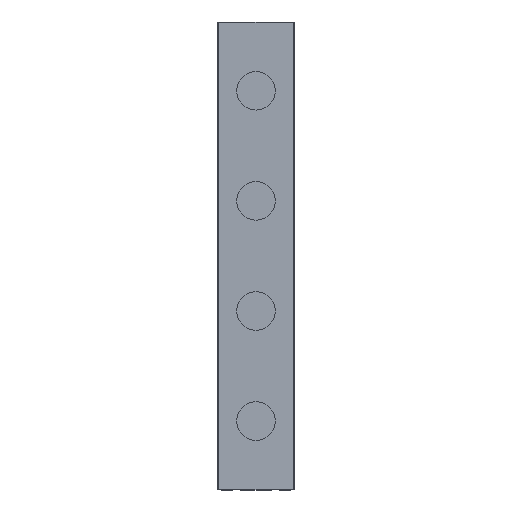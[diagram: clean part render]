
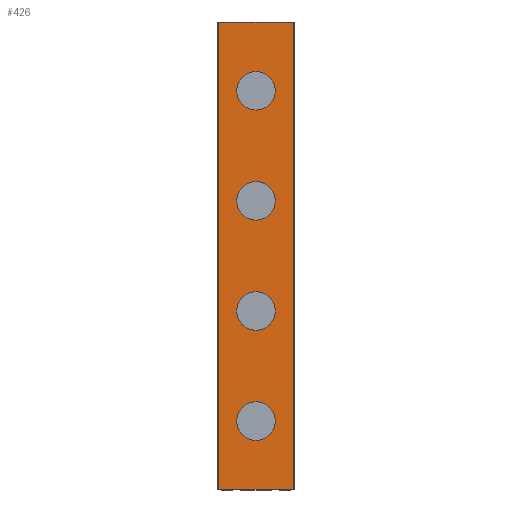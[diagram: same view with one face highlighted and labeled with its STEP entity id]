
A CAD part, top view. The second image highlights one B-rep face of the part: STEP entity #426.
In plain terms, the highlighted planar face has unit normal (0, 0, 1).
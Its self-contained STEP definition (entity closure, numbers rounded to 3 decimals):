
#426=ADVANCED_FACE('',(#879,#880,#881,#882,#883),#884,.T.);
#879=FACE_BOUND('',#1356,.T.);
#880=FACE_BOUND('',#1357,.T.);
#881=FACE_BOUND('',#1358,.T.);
#882=FACE_BOUND('',#1359,.T.);
#883=FACE_OUTER_BOUND('',#1360,.T.);
#884=PLANE('',#1361);
#1356=EDGE_LOOP('',(#2622,#2623));
#1357=EDGE_LOOP('',(#2624,#2625));
#1358=EDGE_LOOP('',(#2626,#2627));
#1359=EDGE_LOOP('',(#2628,#2629));
#1360=EDGE_LOOP('',(#2630,#2631,#2632,#2633));
#1361=AXIS2_PLACEMENT_3D('',#2634,#2635,#2636);
#2622=ORIENTED_EDGE('',*,*,#2883,.T.);
#2623=ORIENTED_EDGE('',*,*,#3273,.T.);
#2624=ORIENTED_EDGE('',*,*,#2873,.T.);
#2625=ORIENTED_EDGE('',*,*,#3279,.T.);
#2626=ORIENTED_EDGE('',*,*,#2863,.T.);
#2627=ORIENTED_EDGE('',*,*,#3285,.T.);
#2628=ORIENTED_EDGE('',*,*,#2853,.T.);
#2629=ORIENTED_EDGE('',*,*,#3291,.T.);
#2630=ORIENTED_EDGE('',*,*,#3248,.T.);
#2631=ORIENTED_EDGE('',*,*,#3346,.F.);
#2632=ORIENTED_EDGE('',*,*,#3110,.F.);
#2633=ORIENTED_EDGE('',*,*,#3344,.T.);
#2634=CARTESIAN_POINT('',(0.,170.0,28.));
#2635=DIRECTION('',(0.0,0.0,1.0));
#2636=DIRECTION('',(-1.0,0.0,-0.0));
#2853=EDGE_CURVE('',#3410,#3407,#3411,.T.);
#2863=EDGE_CURVE('',#3428,#3425,#3429,.T.);
#2873=EDGE_CURVE('',#3446,#3443,#3447,.T.);
#2883=EDGE_CURVE('',#3464,#3461,#3465,.T.);
#3110=EDGE_CURVE('',#3809,#3811,#3812,.T.);
#3248=EDGE_CURVE('',#4042,#4040,#4043,.T.);
#3273=EDGE_CURVE('',#3461,#3464,#4090,.T.);
#3279=EDGE_CURVE('',#3443,#3446,#4096,.T.);
#3285=EDGE_CURVE('',#3425,#3428,#4102,.T.);
#3291=EDGE_CURVE('',#3407,#3410,#4108,.T.);
#3344=EDGE_CURVE('',#3809,#4042,#4161,.T.);
#3346=EDGE_CURVE('',#3811,#4040,#4163,.T.);
#3407=VERTEX_POINT('',#4226);
#3410=VERTEX_POINT('',#4230);
#3411=CIRCLE('',#4231,7.0);
#3425=VERTEX_POINT('',#4248);
#3428=VERTEX_POINT('',#4252);
#3429=CIRCLE('',#4253,7.0);
#3443=VERTEX_POINT('',#4270);
#3446=VERTEX_POINT('',#4274);
#3447=CIRCLE('',#4275,7.0);
#3461=VERTEX_POINT('',#4292);
#3464=VERTEX_POINT('',#4296);
#3465=CIRCLE('',#4297,7.0);
#3809=VERTEX_POINT('',#4779);
#3811=VERTEX_POINT('',#4782);
#3812=LINE('',#4783,#4784);
#4040=VERTEX_POINT('',#5106);
#4042=VERTEX_POINT('',#5109);
#4043=LINE('',#5110,#5111);
#4090=CIRCLE('',#5172,7.0);
#4096=CIRCLE('',#5178,7.0);
#4102=CIRCLE('',#5184,7.0);
#4108=CIRCLE('',#5190,7.0);
#4161=LINE('',#5267,#5268);
#4163=LINE('',#5270,#5271);
#4226=CARTESIAN_POINT('',(7.0,25.0,28.));
#4230=CARTESIAN_POINT('',(-7.0,25.0,28.));
#4231=AXIS2_PLACEMENT_3D('',#5355,#5356,#5357);
#4248=CARTESIAN_POINT('',(7.0,65.0,28.));
#4252=CARTESIAN_POINT('',(-7.0,65.0,28.));
#4253=AXIS2_PLACEMENT_3D('',#5371,#5372,#5373);
#4270=CARTESIAN_POINT('',(7.0,105.0,28.));
#4274=CARTESIAN_POINT('',(-7.0,105.0,28.));
#4275=AXIS2_PLACEMENT_3D('',#5387,#5388,#5389);
#4292=CARTESIAN_POINT('',(7.0,145.0,28.));
#4296=CARTESIAN_POINT('',(-7.0,145.0,28.));
#4297=AXIS2_PLACEMENT_3D('',#5403,#5404,#5405);
#4779=CARTESIAN_POINT('',(-13.5,170.0,28.));
#4782=CARTESIAN_POINT('',(13.5,170.0,28.));
#4783=CARTESIAN_POINT('',(-13.5,170.0,28.));
#4784=VECTOR('',#5635,1.0);
#5106=CARTESIAN_POINT('',(13.5,0.0,28.));
#5109=CARTESIAN_POINT('',(-13.5,0.0,28.));
#5110=CARTESIAN_POINT('',(-13.5,0.0,28.));
#5111=VECTOR('',#5785,1.0);
#5172=AXIS2_PLACEMENT_3D('',#5827,#5828,#5829);
#5178=AXIS2_PLACEMENT_3D('',#5836,#5837,#5838);
#5184=AXIS2_PLACEMENT_3D('',#5845,#5846,#5847);
#5190=AXIS2_PLACEMENT_3D('',#5854,#5855,#5856);
#5267=CARTESIAN_POINT('',(-13.5,170.0,28.));
#5268=VECTOR('',#5887,1.0);
#5270=CARTESIAN_POINT('',(13.5,170.0,28.));
#5271=VECTOR('',#5888,1.0);
#5355=CARTESIAN_POINT('',(0.0,25.0,28.));
#5356=DIRECTION('',(0.0,0.0,-1.0));
#5357=DIRECTION('',(1.0,0.0,0.0));
#5371=CARTESIAN_POINT('',(0.0,65.0,28.));
#5372=DIRECTION('',(0.0,0.0,-1.0));
#5373=DIRECTION('',(1.0,0.0,0.0));
#5387=CARTESIAN_POINT('',(0.0,105.0,28.));
#5388=DIRECTION('',(0.0,0.0,-1.0));
#5389=DIRECTION('',(1.0,0.0,0.0));
#5403=CARTESIAN_POINT('',(0.0,145.0,28.));
#5404=DIRECTION('',(0.0,0.0,-1.0));
#5405=DIRECTION('',(1.0,0.0,0.0));
#5635=DIRECTION('',(1.0,0.0,0.0));
#5785=DIRECTION('',(1.0,0.0,0.0));
#5827=CARTESIAN_POINT('',(0.0,145.0,28.));
#5828=DIRECTION('',(0.0,0.0,-1.0));
#5829=DIRECTION('',(1.0,0.0,0.0));
#5836=CARTESIAN_POINT('',(0.0,105.0,28.));
#5837=DIRECTION('',(0.0,0.0,-1.0));
#5838=DIRECTION('',(1.0,0.0,0.0));
#5845=CARTESIAN_POINT('',(0.0,65.0,28.));
#5846=DIRECTION('',(0.0,0.0,-1.0));
#5847=DIRECTION('',(1.0,0.0,0.0));
#5854=CARTESIAN_POINT('',(0.0,25.0,28.));
#5855=DIRECTION('',(0.0,0.0,-1.0));
#5856=DIRECTION('',(1.0,0.0,0.0));
#5887=DIRECTION('',(0.0,-1.0,0.0));
#5888=DIRECTION('',(0.0,-1.0,0.0));
